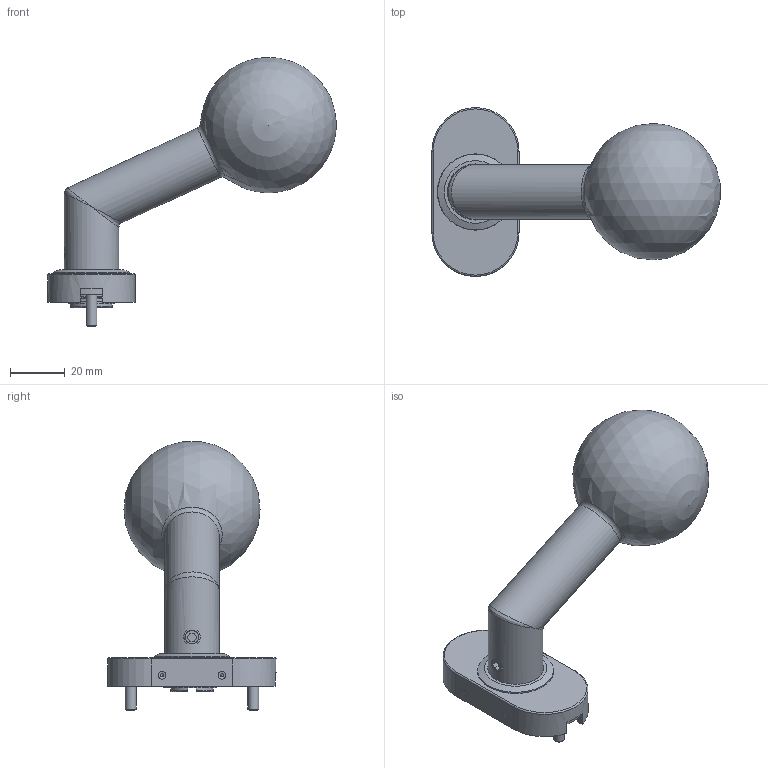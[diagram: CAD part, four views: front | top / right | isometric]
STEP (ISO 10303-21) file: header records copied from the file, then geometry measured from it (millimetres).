
FILE_DESCRIPTION (( 'STEP AP203' ), '1' );
FILE_NAME ('212-VA-D.STEP', '2019-11-13T12:34:00', ( '' ), ( '' ), 'SwSTEP 2.0', 'SolidWorks 2015', '' );
FILE_SCHEMA (( 'CONFIG_CONTROL_DESIGN' ));
Length unit declared in the file: millimetre
Products named in the file (25): 212-VA-D Teil3_212-VA-D Teil3; 212-VA-D Teil8_213-VA-D Teil8; 212-VA-D Teil8; DIN914_DIN 914 M6x6; 212-VA-D Teil1; 212-VA-D Teil3; 212-VA-D Teil6; DIN 471 Wellensicherungsring_DIN 471 Gr”áe 15; DIN 965; 212-VA-D Teil7_213-VA-D Teil7; 212-VA-D Teil7; 212-VA-D; 212-VA-D Teil4_212-VA-D Teil4; 212-VA-D Teil2; DIN 965_DIN 965 M4x18; 212-VA-D Teil5_212-VA-D Teil5; DIN 471 Wellensicherungsring; 212-VA-D Teil4; 212-VA-D Teil5; 212-VA-D Teil6_212-VA-D Teil6; 212-VA-D Teil1_212-VA-D Teil1; 212-VA-D Teil2_212-VA-D Teil2; DIN914
Assembly tree (15 placements, depth 2):
  212-VA-D Teil3
  212-VA-D Teil6
  DIN 965
  212-VA-D Teil7
  212-VA-D
    212-VA-D Teil6_212-VA-D Teil6
    212-VA-D Teil7_213-VA-D Teil7
    212-VA-D Teil8_213-VA-D Teil8
    212-VA-D Teil5_212-VA-D Teil5
    212-VA-D Teil4_212-VA-D Teil4
    212-VA-D Teil3_212-VA-D Teil3
    212-VA-D Teil2_212-VA-D Teil2
    212-VA-D Teil1_212-VA-D Teil1
    DIN914_DIN 914 M6x6
    DIN 965_DIN 965 M4x18  x2
    DIN 471 Wellensicherungsring_DIN 471 Gr”áe 15
Bounding box: 105.79 x 62 x 98.68 mm (x, y, z)
Volume: 34547.1 mm3; surface area: 41009.5 mm2
Topology: 13 solids, 13 shells, 441 faces, 1158 edges, 766 vertices
Faces by surface type: plane 243, bspline 78, cylinder 77, cone 23, torus 18, sphere 2
Full cylindrical faces by diameter (mm): 1.7 x2, 3.6 x2, 4 x2, 5 x2, 6 x1, 6.2 x2, 7.2 x2, 7.713 x2, 15.7 x3, 16.3 x2, 16.9 x1, 19 x1, 20 x2, 20.6 x1, 20.9 x1, 24 x1, 27.8 x1, 28 x1
Entity records: 21750 total; most frequent: CARTESIAN_POINT 9749, ORIENTED_EDGE 2050, DIRECTION 1763, EDGE_CURVE 1025, VERTEX_POINT 705, LINE 631, VECTOR 631, AXIS2_PLACEMENT_3D 566
